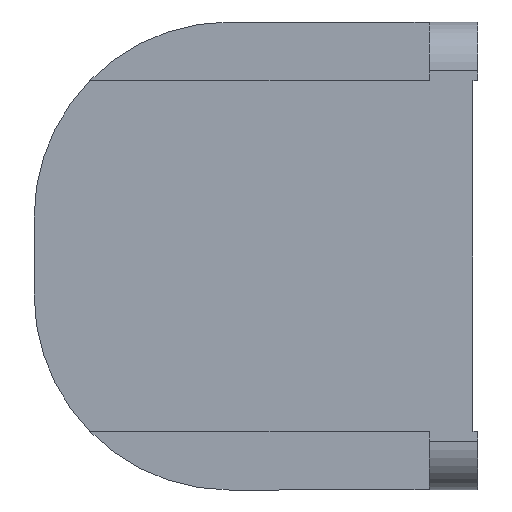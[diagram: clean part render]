
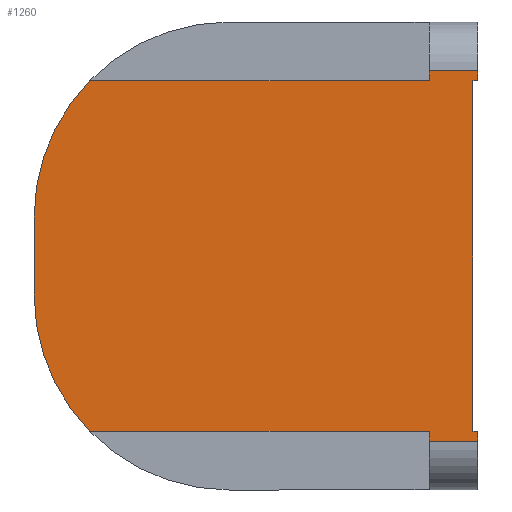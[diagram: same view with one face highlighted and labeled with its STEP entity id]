
A CAD part, left-side view. The second image highlights one B-rep face of the part: STEP entity #1260.
In plain terms, the highlighted planar face has unit normal (-1, 0, 0).
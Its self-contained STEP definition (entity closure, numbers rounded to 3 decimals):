
#21 = CARTESIAN_POINT ( 'NONE',  ( -46., 4.5, -19. ) ) ;
#36 = DIRECTION ( 'NONE',  ( 0., 0., -1. ) ) ;
#43 = ORIENTED_EDGE ( 'NONE', *, *, #947, .T. ) ;
#74 = DIRECTION ( 'NONE',  ( 0., -1., 0. ) ) ;
#85 = CARTESIAN_POINT ( 'NONE',  ( -46., 0., -19. ) ) ;
#105 = VECTOR ( 'NONE', #458, 1000. ) ;
#111 = VECTOR ( 'NONE', #74, 1000. ) ;
#127 = EDGE_CURVE ( 'NONE', #182, #166, #696, .T. ) ;
#134 = VECTOR ( 'NONE', #1261, 1000. ) ;
#141 = DIRECTION ( 'NONE',  ( 1., 0., 0. ) ) ;
#166 = VERTEX_POINT ( 'NONE', #1419 ) ;
#177 = CARTESIAN_POINT ( 'NONE',  ( -46., -0.5, -19. ) ) ;
#182 = VERTEX_POINT ( 'NONE', #232 ) ;
#185 = LINE ( 'NONE', #558, #111 ) ;
#232 = CARTESIAN_POINT ( 'NONE',  ( -46., 39.283, -18. ) ) ;
#243 = EDGE_CURVE ( 'NONE', #182, #1161, #924, .T. ) ;
#266 = ORIENTED_EDGE ( 'NONE', *, *, #1394, .F. ) ;
#268 = DIRECTION ( 'NONE',  ( -1., 0., 0. ) ) ;
#307 = ORIENTED_EDGE ( 'NONE', *, *, #805, .F. ) ;
#310 = CARTESIAN_POINT ( 'NONE',  ( -46., -0.5, 19. ) ) ;
#324 = LINE ( 'NONE', #310, #1002 ) ;
#333 = VERTEX_POINT ( 'NONE', #1340 ) ;
#348 = ORIENTED_EDGE ( 'NONE', *, *, #509, .T. ) ;
#361 = CARTESIAN_POINT ( 'NONE',  ( -46., 45., -4. ) ) ;
#371 = ORIENTED_EDGE ( 'NONE', *, *, #1020, .F. ) ;
#377 = VECTOR ( 'NONE', #36, 1000. ) ;
#409 = CARTESIAN_POINT ( 'NONE',  ( -46., -0.5, -18. ) ) ;
#453 = CARTESIAN_POINT ( 'NONE',  ( -46., 45., -18. ) ) ;
#458 = DIRECTION ( 'NONE',  ( 0., -1., 0. ) ) ;
#459 = CARTESIAN_POINT ( 'NONE',  ( -46., 4.5, 18. ) ) ;
#463 = EDGE_CURVE ( 'NONE', #1059, #790, #1475, .T. ) ;
#464 = VERTEX_POINT ( 'NONE', #1100 ) ;
#473 = ORIENTED_EDGE ( 'NONE', *, *, #1224, .F. ) ;
#478 = DIRECTION ( 'NONE',  ( 0., 0., 1. ) ) ;
#499 = LINE ( 'NONE', #1212, #377 ) ;
#509 = EDGE_CURVE ( 'NONE', #790, #1161, #499, .T. ) ;
#521 = CARTESIAN_POINT ( 'NONE',  ( -46., -0.5, 18. ) ) ;
#535 = CARTESIAN_POINT ( 'NONE',  ( -46., 39.283, 18. ) ) ;
#547 = CARTESIAN_POINT ( 'NONE',  ( -46., 0., -18. ) ) ;
#558 = CARTESIAN_POINT ( 'NONE',  ( -46., 4.5, 19. ) ) ;
#590 = EDGE_CURVE ( 'NONE', #1040, #1417, #1274, .T. ) ;
#611 = CARTESIAN_POINT ( 'NONE',  ( -46., 25., 4. ) ) ;
#623 = ORIENTED_EDGE ( 'NONE', *, *, #702, .F. ) ;
#643 = EDGE_LOOP ( 'NONE', ( #348, #1155, #1096, #1389, #857, #371, #1279, #43, #473, #1479, #266, #623, #307, #1357 ) ) ;
#646 = DIRECTION ( 'NONE',  ( 0., 0., -1. ) ) ;
#654 = CARTESIAN_POINT ( 'NONE',  ( -46., 4.5, -19. ) ) ;
#676 = DIRECTION ( 'NONE',  ( 0., 0., -1. ) ) ;
#696 = LINE ( 'NONE', #453, #1018 ) ;
#699 = CARTESIAN_POINT ( 'NONE',  ( -46., -0.5, -19. ) ) ;
#702 = EDGE_CURVE ( 'NONE', #1524, #464, #1314, .T. ) ;
#725 = FACE_OUTER_BOUND ( 'NONE', #643, .T. ) ;
#750 = CARTESIAN_POINT ( 'NONE',  ( -46., 4.5, -19. ) ) ;
#758 = VECTOR ( 'NONE', #842, 1000. ) ;
#790 = VERTEX_POINT ( 'NONE', #933 ) ;
#793 = CARTESIAN_POINT ( 'NONE',  ( -46., 0., 18. ) ) ;
#805 = EDGE_CURVE ( 'NONE', #1059, #1524, #1166, .T. ) ;
#808 = VERTEX_POINT ( 'NONE', #699 ) ;
#829 = VERTEX_POINT ( 'NONE', #21 ) ;
#832 = CARTESIAN_POINT ( 'NONE',  ( -46., 4.5, -19. ) ) ;
#841 = DIRECTION ( 'NONE',  ( 0., 0., 1. ) ) ;
#842 = DIRECTION ( 'NONE',  ( 0., 1., 0. ) ) ;
#850 = AXIS2_PLACEMENT_3D ( 'NONE', #1529, #1433, #841 ) ;
#852 = VECTOR ( 'NONE', #1074, 1000. ) ;
#857 = ORIENTED_EDGE ( 'NONE', *, *, #1054, .T. ) ;
#881 = VECTOR ( 'NONE', #646, 1000. ) ;
#883 = DIRECTION ( 'NONE',  ( 0., 1., 0. ) ) ;
#924 = CIRCLE ( 'NONE', #850, 20. ) ;
#933 = CARTESIAN_POINT ( 'NONE',  ( -46., 45., 4. ) ) ;
#947 = EDGE_CURVE ( 'NONE', #1417, #1347, #1036, .T. ) ;
#987 = EDGE_CURVE ( 'NONE', #333, #1139, #324, .T. ) ;
#1002 = VECTOR ( 'NONE', #676, 1000. ) ;
#1010 = LINE ( 'NONE', #1384, #1431 ) ;
#1018 = VECTOR ( 'NONE', #1019, 1000. ) ;
#1019 = DIRECTION ( 'NONE',  ( 0., -1., 0. ) ) ;
#1020 = EDGE_CURVE ( 'NONE', #1040, #808, #1131, .T. ) ;
#1036 = LINE ( 'NONE', #85, #1328 ) ;
#1040 = VERTEX_POINT ( 'NONE', #1482 ) ;
#1054 = EDGE_CURVE ( 'NONE', #829, #808, #1122, .T. ) ;
#1059 = VERTEX_POINT ( 'NONE', #535 ) ;
#1074 = DIRECTION ( 'NONE',  ( 0., 0., 1. ) ) ;
#1096 = ORIENTED_EDGE ( 'NONE', *, *, #127, .T. ) ;
#1100 = CARTESIAN_POINT ( 'NONE',  ( -46., 4.5, 19. ) ) ;
#1122 = LINE ( 'NONE', #654, #134 ) ;
#1131 = LINE ( 'NONE', #177, #881 ) ;
#1136 = DIRECTION ( 'NONE',  ( 0., 0., 1. ) ) ;
#1139 = VERTEX_POINT ( 'NONE', #1405 ) ;
#1151 = AXIS2_PLACEMENT_3D ( 'NONE', #750, #141, #1199 ) ;
#1155 = ORIENTED_EDGE ( 'NONE', *, *, #243, .F. ) ;
#1161 = VERTEX_POINT ( 'NONE', #361 ) ;
#1166 = LINE ( 'NONE', #1527, #105 ) ;
#1199 = DIRECTION ( 'NONE',  ( 0., 0., -1. ) ) ;
#1200 = AXIS2_PLACEMENT_3D ( 'NONE', #611, #268, #478 ) ;
#1212 = CARTESIAN_POINT ( 'NONE',  ( -46., 45., -18. ) ) ;
#1224 = EDGE_CURVE ( 'NONE', #1139, #1347, #1467, .T. ) ;
#1244 = DIRECTION ( 'NONE',  ( 0., 0., 1. ) ) ;
#1260 = ADVANCED_FACE ( 'NONE', ( #725 ), #1450, .F. ) ;
#1261 = DIRECTION ( 'NONE',  ( 0., -1., 0. ) ) ;
#1274 = LINE ( 'NONE', #409, #1369 ) ;
#1279 = ORIENTED_EDGE ( 'NONE', *, *, #590, .T. ) ;
#1314 = LINE ( 'NONE', #832, #852 ) ;
#1328 = VECTOR ( 'NONE', #1136, 1000. ) ;
#1340 = CARTESIAN_POINT ( 'NONE',  ( -46., -0.5, 19. ) ) ;
#1347 = VERTEX_POINT ( 'NONE', #793 ) ;
#1357 = ORIENTED_EDGE ( 'NONE', *, *, #463, .T. ) ;
#1369 = VECTOR ( 'NONE', #883, 1000. ) ;
#1384 = CARTESIAN_POINT ( 'NONE',  ( -46., 4.5, -19. ) ) ;
#1389 = ORIENTED_EDGE ( 'NONE', *, *, #1407, .F. ) ;
#1394 = EDGE_CURVE ( 'NONE', #464, #333, #185, .T. ) ;
#1405 = CARTESIAN_POINT ( 'NONE',  ( -46., -0.5, 18. ) ) ;
#1407 = EDGE_CURVE ( 'NONE', #829, #166, #1010, .T. ) ;
#1417 = VERTEX_POINT ( 'NONE', #547 ) ;
#1419 = CARTESIAN_POINT ( 'NONE',  ( -46., 4.5, -18. ) ) ;
#1431 = VECTOR ( 'NONE', #1244, 1000. ) ;
#1433 = DIRECTION ( 'NONE',  ( 1., 0., 0. ) ) ;
#1450 = PLANE ( 'NONE',  #1151 ) ;
#1467 = LINE ( 'NONE', #521, #758 ) ;
#1475 = CIRCLE ( 'NONE', #1200, 20. ) ;
#1479 = ORIENTED_EDGE ( 'NONE', *, *, #987, .F. ) ;
#1482 = CARTESIAN_POINT ( 'NONE',  ( -46., -0.5, -18. ) ) ;
#1524 = VERTEX_POINT ( 'NONE', #459 ) ;
#1527 = CARTESIAN_POINT ( 'NONE',  ( -46., 45., 18. ) ) ;
#1529 = CARTESIAN_POINT ( 'NONE',  ( -46., 25., -4. ) ) ;
